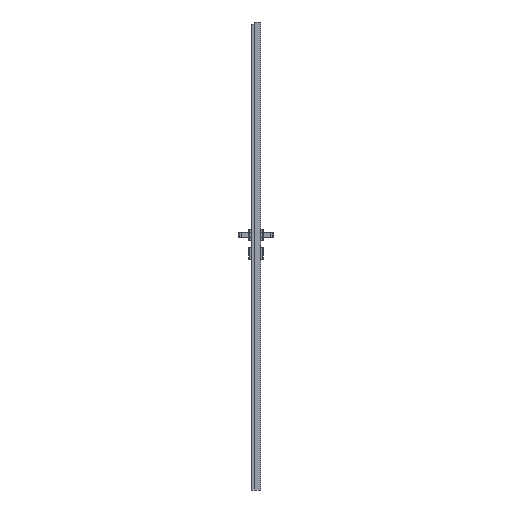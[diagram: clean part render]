
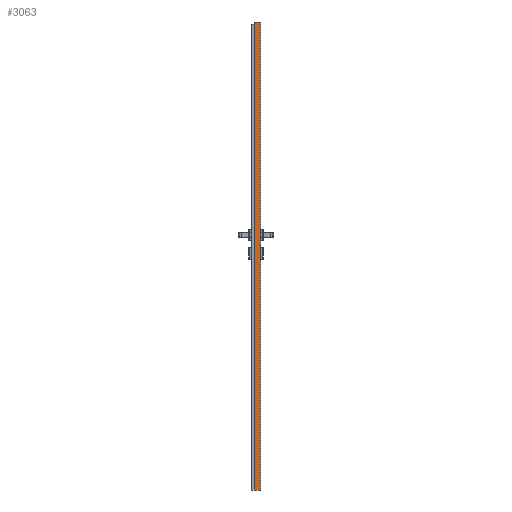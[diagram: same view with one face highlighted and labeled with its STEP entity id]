
A CAD part, left-side view. The second image highlights one B-rep face of the part: STEP entity #3063.
In plain terms, the highlighted planar face has unit normal (-1, 0, 0).
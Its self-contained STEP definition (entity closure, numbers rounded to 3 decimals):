
#3063=ADVANCED_FACE('',(#5241),#4163,.F.);
#4163=PLANE('',#25227);
#5241=FACE_OUTER_BOUND('',#6669,.T.);
#6669=EDGE_LOOP('',(#11600,#11601,#11602,#11603));
#11600=ORIENTED_EDGE('',*,*,#18344,.T.);
#11601=ORIENTED_EDGE('',*,*,#18345,.T.);
#11602=ORIENTED_EDGE('',*,*,#18322,.T.);
#11603=ORIENTED_EDGE('',*,*,#18343,.T.);
#15455=VERTEX_POINT('',#40991);
#15456=VERTEX_POINT('',#40992);
#15470=VERTEX_POINT('',#41027);
#15471=VERTEX_POINT('',#41031);
#18322=EDGE_CURVE('',#15455,#15456,#21146,.T.);
#18343=EDGE_CURVE('',#15456,#15470,#21164,.T.);
#18344=EDGE_CURVE('',#15470,#15471,#21165,.T.);
#18345=EDGE_CURVE('',#15471,#15455,#21166,.T.);
#21146=LINE('',#40990,#23426);
#21164=LINE('',#41028,#23444);
#21165=LINE('',#41030,#23445);
#21166=LINE('',#41032,#23446);
#23426=VECTOR('',#29995,1.);
#23444=VECTOR('',#30021,1.);
#23445=VECTOR('',#30024,1.);
#23446=VECTOR('',#30025,1.);
#25227=AXIS2_PLACEMENT_3D('',#41033,#30026,#30027);
#29995=DIRECTION('',(0.,0.,-1.));
#30021=DIRECTION('',(0.,-1.,0.));
#30024=DIRECTION('',(0.,0.,1.));
#30025=DIRECTION('',(0.,1.,0.));
#30026=DIRECTION('',(1.,0.,0.));
#30027=DIRECTION('',(0.,0.,-1.));
#40990=CARTESIAN_POINT('',(-319.5,-13.,2070.));
#40991=CARTESIAN_POINT('',(-319.5,-13.,2027.));
#40992=CARTESIAN_POINT('',(-319.5,-13.,0.));
#41027=CARTESIAN_POINT('',(-319.5,-38.85,0.));
#41028=CARTESIAN_POINT('',(-319.5,-13.,0.));
#41030=CARTESIAN_POINT('',(-319.5,-38.85,0.));
#41031=CARTESIAN_POINT('',(-319.5,-38.85,2027.));
#41032=CARTESIAN_POINT('',(-319.5,-39.85,2027.));
#41033=CARTESIAN_POINT('',(-319.5,-13.,2070.));
